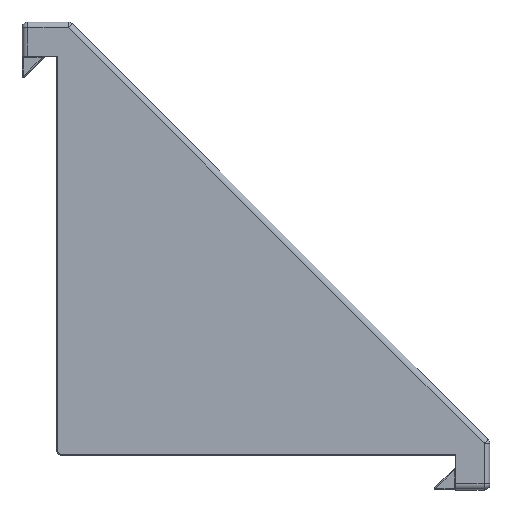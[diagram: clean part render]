
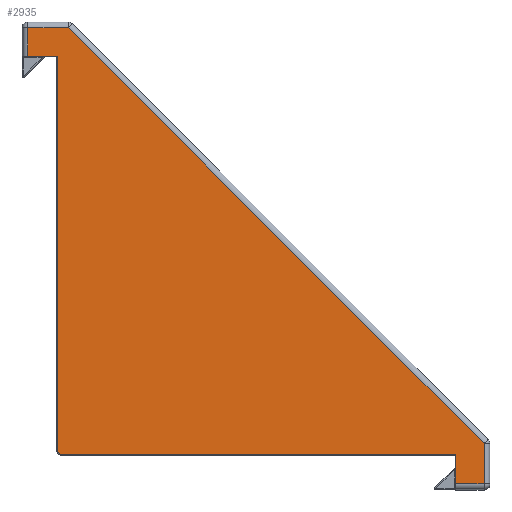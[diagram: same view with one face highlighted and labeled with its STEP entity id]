
A CAD part, top view. The second image highlights one B-rep face of the part: STEP entity #2935.
In plain terms, the highlighted planar face has unit normal (0, 0, 1).
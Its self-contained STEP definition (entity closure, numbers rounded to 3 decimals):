
#920=CARTESIAN_POINT('',(35.0,-2.5,1.5));
#921=VERTEX_POINT('',#920);
#929=CARTESIAN_POINT('',(35.0,0.1,1.5));
#930=VERTEX_POINT('',#929);
#931=CARTESIAN_POINT('',(35.0,-2.5,1.5));
#932=DIRECTION('',(0.0,1.0,0.0));
#933=VECTOR('',#932,2.6);
#934=LINE('',#931,#933);
#935=EDGE_CURVE('',#921,#930,#934,.T.);
#1807=CARTESIAN_POINT('',(0.1,35.0,1.5));
#1808=VERTEX_POINT('',#1807);
#1816=CARTESIAN_POINT('',(-2.5,35.0,1.5));
#1817=VERTEX_POINT('',#1816);
#1818=CARTESIAN_POINT('',(-2.5,35.0,1.5));
#1819=DIRECTION('',(1.0,0.0,0.0));
#1820=VECTOR('',#1819,2.6);
#1821=LINE('',#1818,#1820);
#1822=EDGE_CURVE('',#1817,#1808,#1821,.T.);
#2758=CARTESIAN_POINT('',(0.1,0.5,1.5));
#2759=VERTEX_POINT('',#2758);
#2767=CARTESIAN_POINT('',(0.1,0.5,1.5));
#2768=DIRECTION('',(0.0,1.0,0.0));
#2769=VECTOR('',#2768,34.5);
#2770=LINE('',#2767,#2769);
#2771=EDGE_CURVE('',#2759,#1808,#2770,.T.);
#2790=CARTESIAN_POINT('',(0.5,0.1,1.5));
#2791=VERTEX_POINT('',#2790);
#2799=CARTESIAN_POINT('',(0.5,0.5,1.5));
#2800=DIRECTION('',(0.0,0.0,-1.0));
#2801=DIRECTION('',(-0.707,-0.707,0.0));
#2802=AXIS2_PLACEMENT_3D('',#2799,#2800,#2801);
#2803=CIRCLE('',#2802,0.4);
#2804=EDGE_CURVE('',#2791,#2759,#2803,.T.);
#2823=CARTESIAN_POINT('',(35.0,0.1,1.5));
#2824=DIRECTION('',(-1.0,0.0,0.0));
#2825=VECTOR('',#2824,34.5);
#2826=LINE('',#2823,#2825);
#2827=EDGE_CURVE('',#930,#2791,#2826,.T.);
#2885=CARTESIAN_POINT('',(12.374,12.374,1.5));
#2886=DIRECTION('',(0.0,0.0,1.0));
#2887=DIRECTION('',(1.0,0.0,0.0));
#2888=AXIS2_PLACEMENT_3D('',#2885,#2886,#2887);
#2889=PLANE('',#2888);
#2890=ORIENTED_EDGE('',*,*,#935,.F.);
#2891=CARTESIAN_POINT('',(37.5,-2.5,1.5));
#2892=VERTEX_POINT('',#2891);
#2893=CARTESIAN_POINT('',(37.5,-2.5,1.5));
#2894=DIRECTION('',(-1.0,0.0,0.0));
#2895=VECTOR('',#2894,2.5);
#2896=LINE('',#2893,#2895);
#2897=EDGE_CURVE('',#2892,#921,#2896,.T.);
#2898=ORIENTED_EDGE('',*,*,#2897,.F.);
#2899=CARTESIAN_POINT('',(37.5,1.036,1.5));
#2900=VERTEX_POINT('',#2899);
#2901=CARTESIAN_POINT('',(37.5,1.036,1.5));
#2902=DIRECTION('',(0.0,-1.0,0.0));
#2903=VECTOR('',#2902,3.536);
#2904=LINE('',#2901,#2903);
#2905=EDGE_CURVE('',#2900,#2892,#2904,.T.);
#2906=ORIENTED_EDGE('',*,*,#2905,.F.);
#2907=CARTESIAN_POINT('',(1.036,37.5,1.5));
#2908=VERTEX_POINT('',#2907);
#2909=CARTESIAN_POINT('',(1.036,37.5,1.5));
#2910=DIRECTION('',(0.707,-0.707,0.0));
#2911=VECTOR('',#2910,51.569);
#2912=LINE('',#2909,#2911);
#2913=EDGE_CURVE('',#2908,#2900,#2912,.T.);
#2914=ORIENTED_EDGE('',*,*,#2913,.F.);
#2915=CARTESIAN_POINT('',(-2.5,37.5,1.5));
#2916=VERTEX_POINT('',#2915);
#2917=CARTESIAN_POINT('',(-2.5,37.5,1.5));
#2918=DIRECTION('',(1.0,0.0,0.0));
#2919=VECTOR('',#2918,3.536);
#2920=LINE('',#2917,#2919);
#2921=EDGE_CURVE('',#2916,#2908,#2920,.T.);
#2922=ORIENTED_EDGE('',*,*,#2921,.F.);
#2923=CARTESIAN_POINT('',(-2.5,35.0,1.5));
#2924=DIRECTION('',(0.0,1.0,0.0));
#2925=VECTOR('',#2924,2.5);
#2926=LINE('',#2923,#2925);
#2927=EDGE_CURVE('',#1817,#2916,#2926,.T.);
#2928=ORIENTED_EDGE('',*,*,#2927,.F.);
#2929=ORIENTED_EDGE('',*,*,#1822,.T.);
#2930=ORIENTED_EDGE('',*,*,#2771,.F.);
#2931=ORIENTED_EDGE('',*,*,#2804,.F.);
#2932=ORIENTED_EDGE('',*,*,#2827,.F.);
#2933=EDGE_LOOP('',(#2890,#2898,#2906,#2914,#2922,#2928,#2929,#2930,#2931,#2932));
#2934=FACE_OUTER_BOUND('',#2933,.T.);
#2935=ADVANCED_FACE('',(#2934),#2889,.T.);
